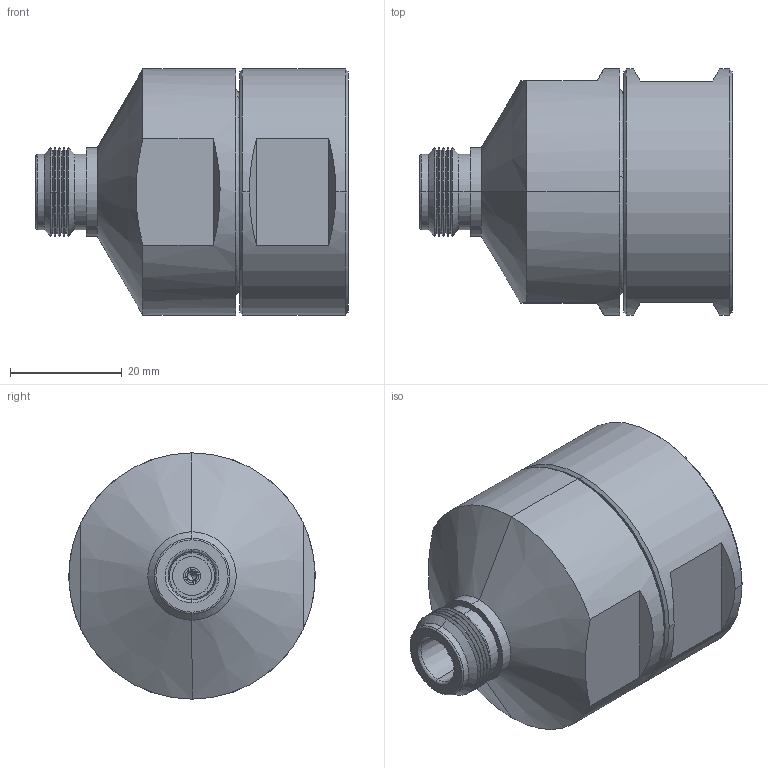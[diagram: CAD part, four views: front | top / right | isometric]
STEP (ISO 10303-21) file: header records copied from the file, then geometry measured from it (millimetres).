
FILE_DESCRIPTION (( 'STEP AP203' ), '1' );
FILE_NAME ('3190-6370(EZ-1200-NFC-PL-2).STEP', '2021-04-06T05:23:50', ( '' ), ( '' ), 'SwSTEP 2.0', 'SolidWorks 2017', '' );
FILE_SCHEMA (( 'CONFIG_CONTROL_DESIGN' ));
Length unit declared in the file: millimetre
Products named in the file (1): 3190-6370(EZ-1200-NFC-PL-2)
Bounding box: 55.85 x 44 x 44 mm (x, y, z)
Volume: 58215.3 mm3; surface area: 10913.9 mm2
Topology: 1 solids, 1 shells, 110 faces, 270 edges, 167 vertices
Faces by surface type: cone 34, plane 34, cylinder 32, bspline 10
Entity records: 3633 total; most frequent: CARTESIAN_POINT 972, DIRECTION 568, ORIENTED_EDGE 536, EDGE_CURVE 268, AXIS2_PLACEMENT_3D 227, VERTEX_POINT 167, CIRCLE 126, EDGE_LOOP 117
